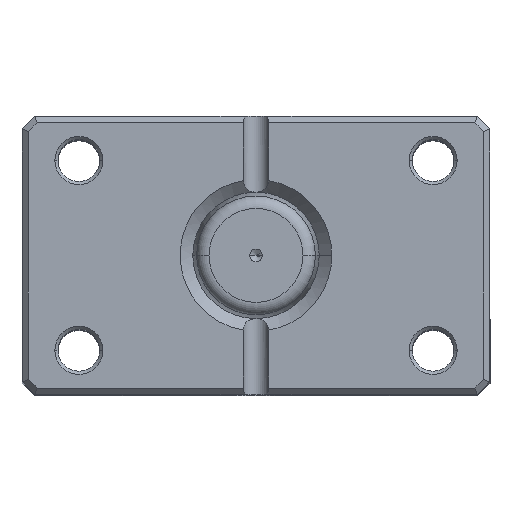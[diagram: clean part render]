
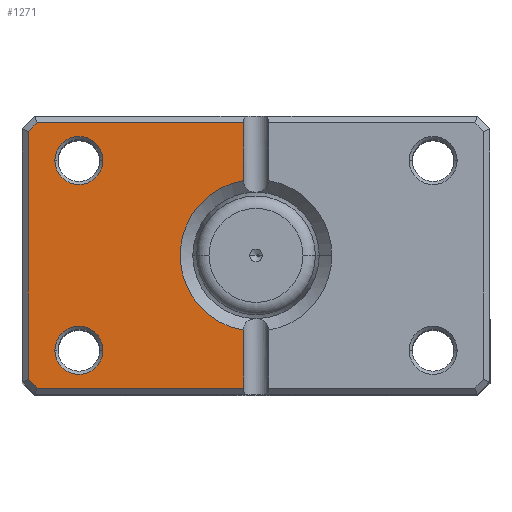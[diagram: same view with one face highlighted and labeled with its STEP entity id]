
A CAD part, top view. The second image highlights one B-rep face of the part: STEP entity #1271.
In plain terms, the highlighted face is planar.
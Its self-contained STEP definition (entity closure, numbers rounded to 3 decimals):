
#37 = DIRECTION ( 'NONE',  ( 0., 0., 1. ) ) ;
#51 = FACE_BOUND ( 'NONE', #4134, .T. ) ;
#60 = DIRECTION ( 'NONE',  ( 1., 0., 0. ) ) ;
#190 = VERTEX_POINT ( 'NONE', #2275 ) ;
#192 = FACE_OUTER_BOUND ( 'NONE', #4008, .T. ) ;
#205 = PLANE ( 'NONE',  #5603 ) ;
#274 = VECTOR ( 'NONE', #3066, 1000. ) ;
#369 = DIRECTION ( 'NONE',  ( 1., 0., 0. ) ) ;
#423 = VERTEX_POINT ( 'NONE', #4873 ) ;
#446 = DIRECTION ( 'NONE',  ( 0., -1., 0. ) ) ;
#457 = CARTESIAN_POINT ( 'NONE',  ( 0., -21., 0. ) ) ;
#473 = VERTEX_POINT ( 'NONE', #5405 ) ;
#504 = LINE ( 'NONE', #1625, #5506 ) ;
#559 = AXIS2_PLACEMENT_3D ( 'NONE', #4841, #3547, #1289 ) ;
#568 = DIRECTION ( 'NONE',  ( -1., 0., 0. ) ) ;
#708 = CARTESIAN_POINT ( 'NONE',  ( 0., 0., 0. ) ) ;
#714 = EDGE_CURVE ( 'NONE', #2097, #902, #504, .T. ) ;
#783 = ORIENTED_EDGE ( 'NONE', *, *, #5251, .T. ) ;
#902 = VERTEX_POINT ( 'NONE', #4309 ) ;
#1228 = EDGE_CURVE ( 'NONE', #1232, #5929, #3966, .T. ) ;
#1232 = VERTEX_POINT ( 'NONE', #1241 ) ;
#1241 = CARTESIAN_POINT ( 'NONE',  ( 2., 11.832, 0. ) ) ;
#1271 = ADVANCED_FACE ( 'NONE', ( #51, #1405, #192 ), #205, .F. ) ;
#1289 = DIRECTION ( 'NONE',  ( 1., 0., 0. ) ) ;
#1403 = ORIENTED_EDGE ( 'NONE', *, *, #4117, .T. ) ;
#1405 = FACE_BOUND ( 'NONE', #5682, .T. ) ;
#1453 = AXIS2_PLACEMENT_3D ( 'NONE', #2249, #5725, #2750 ) ;
#1547 = ORIENTED_EDGE ( 'NONE', *, *, #6107, .T. ) ;
#1574 = DIRECTION ( 'NONE',  ( 0., 0., 1. ) ) ;
#1581 = VERTEX_POINT ( 'NONE', #2732 ) ;
#1588 = CARTESIAN_POINT ( 'NONE',  ( 2., 22., 0. ) ) ;
#1598 = CARTESIAN_POINT ( 'NONE',  ( 2., 22., 0. ) ) ;
#1625 = CARTESIAN_POINT ( 'NONE',  ( 27.793, -27.793, 0. ) ) ;
#1832 = CARTESIAN_POINT ( 'NONE',  ( 28., -15., 0. ) ) ;
#1876 = AXIS2_PLACEMENT_3D ( 'NONE', #4471, #1574, #5006 ) ;
#2017 = ORIENTED_EDGE ( 'NONE', *, *, #6155, .T. ) ;
#2086 = DIRECTION ( 'NONE',  ( -0.707, -0.707, 0. ) ) ;
#2097 = VERTEX_POINT ( 'NONE', #5605 ) ;
#2249 = CARTESIAN_POINT ( 'NONE',  ( 0., 0., 0. ) ) ;
#2262 = DIRECTION ( 'NONE',  ( 1., 0., 0. ) ) ;
#2266 = EDGE_CURVE ( 'NONE', #5901, #5983, #5378, .T. ) ;
#2275 = CARTESIAN_POINT ( 'NONE',  ( 31.8, 15., 0. ) ) ;
#2340 = DIRECTION ( 'NONE',  ( 1., 0., 0. ) ) ;
#2395 = ORIENTED_EDGE ( 'NONE', *, *, #3086, .T. ) ;
#2419 = CARTESIAN_POINT ( 'NONE',  ( 27.793, 27.793, 0. ) ) ;
#2425 = DIRECTION ( 'NONE',  ( 0., 1., 0. ) ) ;
#2448 = CARTESIAN_POINT ( 'NONE',  ( 24.2, -15., 0. ) ) ;
#2646 = CIRCLE ( 'NONE', #5530, 3.8 ) ;
#2732 = CARTESIAN_POINT ( 'NONE',  ( 34.586, 21., 0. ) ) ;
#2750 = DIRECTION ( 'NONE',  ( 1., 0., 0. ) ) ;
#2826 = EDGE_CURVE ( 'NONE', #902, #473, #3545, .T. ) ;
#2869 = VECTOR ( 'NONE', #2425, 1000. ) ;
#2957 = LINE ( 'NONE', #1598, #274 ) ;
#3020 = ORIENTED_EDGE ( 'NONE', *, *, #1228, .T. ) ;
#3029 = CIRCLE ( 'NONE', #1453, 12. ) ;
#3066 = DIRECTION ( 'NONE',  ( 0., 1., 0. ) ) ;
#3086 = EDGE_CURVE ( 'NONE', #5983, #5901, #4940, .T. ) ;
#3200 = DIRECTION ( 'NONE',  ( 0., 0., 1. ) ) ;
#3272 = CARTESIAN_POINT ( 'NONE',  ( 36., 0., 0. ) ) ;
#3404 = EDGE_CURVE ( 'NONE', #5638, #190, #4850, .T. ) ;
#3453 = ORIENTED_EDGE ( 'NONE', *, *, #714, .T. ) ;
#3467 = LINE ( 'NONE', #5739, #4755 ) ;
#3545 = LINE ( 'NONE', #457, #3987 ) ;
#3547 = DIRECTION ( 'NONE',  ( 0., 0., 1. ) ) ;
#3599 = EDGE_CURVE ( 'NONE', #190, #5638, #2646, .T. ) ;
#3675 = EDGE_CURVE ( 'NONE', #5929, #1581, #3467, .T. ) ;
#3676 = LINE ( 'NONE', #3272, #3827 ) ;
#3817 = ORIENTED_EDGE ( 'NONE', *, *, #3599, .T. ) ;
#3827 = VECTOR ( 'NONE', #446, 1000. ) ;
#3883 = VECTOR ( 'NONE', #4314, 1000. ) ;
#3966 = LINE ( 'NONE', #1588, #2869 ) ;
#3987 = VECTOR ( 'NONE', #568, 1000. ) ;
#4008 = EDGE_LOOP ( 'NONE', ( #1403, #1547, #3020, #4269, #783, #2017, #3453, #6139 ) ) ;
#4081 = CARTESIAN_POINT ( 'NONE',  ( 24.2, 15., 0. ) ) ;
#4117 = EDGE_CURVE ( 'NONE', #473, #4928, #2957, .T. ) ;
#4134 = EDGE_LOOP ( 'NONE', ( #4823, #2395 ) ) ;
#4269 = ORIENTED_EDGE ( 'NONE', *, *, #3675, .T. ) ;
#4309 = CARTESIAN_POINT ( 'NONE',  ( 34.586, -21., 0. ) ) ;
#4314 = DIRECTION ( 'NONE',  ( 0.707, -0.707, 0. ) ) ;
#4434 = CARTESIAN_POINT ( 'NONE',  ( 2., -11.832, 0. ) ) ;
#4471 = CARTESIAN_POINT ( 'NONE',  ( 28., 15., 0. ) ) ;
#4755 = VECTOR ( 'NONE', #2262, 1000. ) ;
#4823 = ORIENTED_EDGE ( 'NONE', *, *, #2266, .T. ) ;
#4841 = CARTESIAN_POINT ( 'NONE',  ( 28., -15., 0. ) ) ;
#4850 = CIRCLE ( 'NONE', #1876, 3.8 ) ;
#4873 = CARTESIAN_POINT ( 'NONE',  ( 36., 19.586, 0. ) ) ;
#4928 = VERTEX_POINT ( 'NONE', #4434 ) ;
#4940 = CIRCLE ( 'NONE', #5174, 3.8 ) ;
#4995 = ORIENTED_EDGE ( 'NONE', *, *, #3404, .T. ) ;
#5006 = DIRECTION ( 'NONE',  ( 1., 0., 0. ) ) ;
#5174 = AXIS2_PLACEMENT_3D ( 'NONE', #1832, #5299, #2340 ) ;
#5251 = EDGE_CURVE ( 'NONE', #1581, #423, #5412, .T. ) ;
#5299 = DIRECTION ( 'NONE',  ( 0., 0., 1. ) ) ;
#5378 = CIRCLE ( 'NONE', #559, 3.8 ) ;
#5405 = CARTESIAN_POINT ( 'NONE',  ( 2., -21., 0. ) ) ;
#5412 = LINE ( 'NONE', #2419, #3883 ) ;
#5448 = CARTESIAN_POINT ( 'NONE',  ( 2., 21., 0. ) ) ;
#5506 = VECTOR ( 'NONE', #2086, 1000. ) ;
#5530 = AXIS2_PLACEMENT_3D ( 'NONE', #6195, #3200, #369 ) ;
#5603 = AXIS2_PLACEMENT_3D ( 'NONE', #708, #37, #60 ) ;
#5605 = CARTESIAN_POINT ( 'NONE',  ( 36., -19.586, 0. ) ) ;
#5638 = VERTEX_POINT ( 'NONE', #4081 ) ;
#5682 = EDGE_LOOP ( 'NONE', ( #4995, #3817 ) ) ;
#5725 = DIRECTION ( 'NONE',  ( 0., 0., 1. ) ) ;
#5739 = CARTESIAN_POINT ( 'NONE',  ( 0., 21., 0. ) ) ;
#5901 = VERTEX_POINT ( 'NONE', #2448 ) ;
#5929 = VERTEX_POINT ( 'NONE', #5448 ) ;
#5983 = VERTEX_POINT ( 'NONE', #6093 ) ;
#6093 = CARTESIAN_POINT ( 'NONE',  ( 31.8, -15., 0. ) ) ;
#6107 = EDGE_CURVE ( 'NONE', #4928, #1232, #3029, .T. ) ;
#6139 = ORIENTED_EDGE ( 'NONE', *, *, #2826, .T. ) ;
#6155 = EDGE_CURVE ( 'NONE', #423, #2097, #3676, .T. ) ;
#6195 = CARTESIAN_POINT ( 'NONE',  ( 28., 15., 0. ) ) ;
